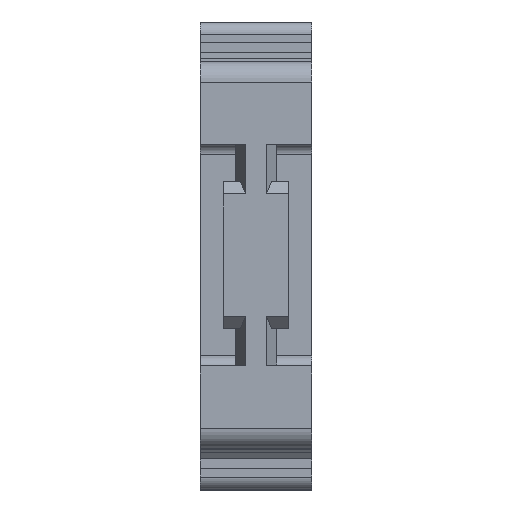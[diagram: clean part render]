
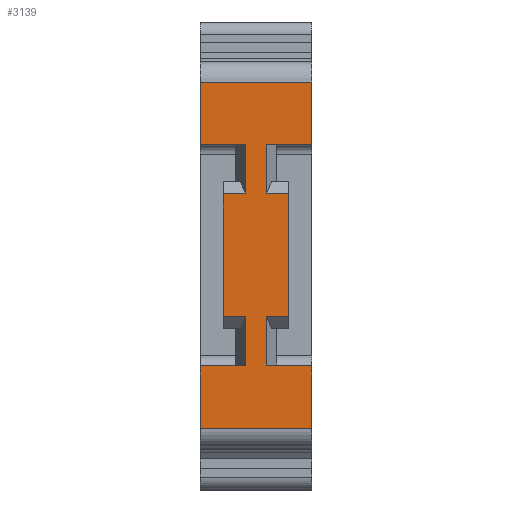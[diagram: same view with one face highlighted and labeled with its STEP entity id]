
A CAD part, top view. The second image highlights one B-rep face of the part: STEP entity #3139.
In plain terms, the highlighted planar face has unit normal (0, 0, 1).
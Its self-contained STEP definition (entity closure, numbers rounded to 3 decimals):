
#3011=AXIS2_PLACEMENT_3D('Plane Axis2P3D',#3008,#3009,#3010) ;
#745=CARTESIAN_POINT('Line Origine',(2.693,2.215,29.732)) ;
#749=CARTESIAN_POINT('Vertex',(2.693,1.465,29.732)) ;
#751=CARTESIAN_POINT('Vertex',(2.693,2.965,29.732)) ;
#1377=CARTESIAN_POINT('Vertex',(2.693,9.815,29.732)) ;
#1380=CARTESIAN_POINT('Line Origine',(2.693,9.065,29.732)) ;
#1384=CARTESIAN_POINT('Vertex',(2.693,8.315,29.732)) ;
#2010=CARTESIAN_POINT('Vertex',(0.,1.465,29.732)) ;
#2013=CARTESIAN_POINT('Line Origine',(0.,2.215,29.732)) ;
#2017=CARTESIAN_POINT('Vertex',(0.,2.965,29.732)) ;
#2066=CARTESIAN_POINT('Vertex',(0.,8.315,29.732)) ;
#2069=CARTESIAN_POINT('Line Origine',(0.,9.065,29.732)) ;
#2073=CARTESIAN_POINT('Vertex',(0.,9.815,29.732)) ;
#3008=CARTESIAN_POINT('Axis2P3D Location',(0.,2.665,29.732)) ;
#3013=CARTESIAN_POINT('Line Origine',(1.097,3.565,29.732)) ;
#3017=CARTESIAN_POINT('Vertex',(1.097,4.165,29.732)) ;
#3019=CARTESIAN_POINT('Vertex',(1.097,2.965,29.732)) ;
#3022=CARTESIAN_POINT('Line Origine',(0.549,2.965,29.732)) ;
#3027=CARTESIAN_POINT('Line Origine',(1.346,1.465,29.732)) ;
#3032=CARTESIAN_POINT('Line Origine',(2.144,2.965,29.732)) ;
#3036=CARTESIAN_POINT('Vertex',(1.595,2.965,29.732)) ;
#3039=CARTESIAN_POINT('Line Origine',(1.595,3.565,29.732)) ;
#3043=CARTESIAN_POINT('Vertex',(1.595,4.165,29.732)) ;
#3046=CARTESIAN_POINT('Line Origine',(1.867,4.165,29.732)) ;
#3050=CARTESIAN_POINT('Vertex',(2.139,4.165,29.732)) ;
#3053=CARTESIAN_POINT('Line Origine',(2.139,5.64,29.732)) ;
#3057=CARTESIAN_POINT('Vertex',(2.139,7.115,29.732)) ;
#3060=CARTESIAN_POINT('Line Origine',(1.867,7.115,29.732)) ;
#3064=CARTESIAN_POINT('Vertex',(1.595,7.115,29.732)) ;
#3067=CARTESIAN_POINT('Line Origine',(1.595,7.715,29.732)) ;
#3071=CARTESIAN_POINT('Vertex',(1.595,8.315,29.732)) ;
#3074=CARTESIAN_POINT('Line Origine',(2.144,8.315,29.732)) ;
#3079=CARTESIAN_POINT('Line Origine',(1.346,9.815,29.732)) ;
#3084=CARTESIAN_POINT('Line Origine',(0.549,8.315,29.732)) ;
#3088=CARTESIAN_POINT('Vertex',(1.097,8.315,29.732)) ;
#3091=CARTESIAN_POINT('Line Origine',(1.097,7.715,29.732)) ;
#3095=CARTESIAN_POINT('Vertex',(1.097,7.115,29.732)) ;
#3098=CARTESIAN_POINT('Line Origine',(0.826,7.115,29.732)) ;
#3102=CARTESIAN_POINT('Vertex',(0.554,7.115,29.732)) ;
#3105=CARTESIAN_POINT('Line Origine',(0.554,5.64,29.732)) ;
#3109=CARTESIAN_POINT('Vertex',(0.554,4.165,29.732)) ;
#3112=CARTESIAN_POINT('Line Origine',(0.826,4.165,29.732)) ;
#746=DIRECTION('Vector Direction',(0.,1.,0.)) ;
#1381=DIRECTION('Vector Direction',(0.,1.,0.)) ;
#2014=DIRECTION('Vector Direction',(0.,1.,0.)) ;
#2070=DIRECTION('Vector Direction',(0.,1.,0.)) ;
#3009=DIRECTION('Axis2P3D Direction',(0.,0.,1.)) ;
#3010=DIRECTION('Axis2P3D XDirection',(0.,-1.,0.)) ;
#3014=DIRECTION('Vector Direction',(0.,-1.,0.)) ;
#3023=DIRECTION('Vector Direction',(1.,0.,0.)) ;
#3028=DIRECTION('Vector Direction',(1.,0.,0.)) ;
#3033=DIRECTION('Vector Direction',(1.,0.,0.)) ;
#3040=DIRECTION('Vector Direction',(0.,-1.,0.)) ;
#3047=DIRECTION('Vector Direction',(1.,0.,0.)) ;
#3054=DIRECTION('Vector Direction',(0.,-1.,0.)) ;
#3061=DIRECTION('Vector Direction',(1.,0.,0.)) ;
#3068=DIRECTION('Vector Direction',(0.,-1.,0.)) ;
#3075=DIRECTION('Vector Direction',(1.,0.,0.)) ;
#3080=DIRECTION('Vector Direction',(1.,0.,0.)) ;
#3085=DIRECTION('Vector Direction',(1.,0.,0.)) ;
#3092=DIRECTION('Vector Direction',(0.,-1.,0.)) ;
#3099=DIRECTION('Vector Direction',(1.,0.,0.)) ;
#3106=DIRECTION('Vector Direction',(0.,1.,0.)) ;
#3113=DIRECTION('Vector Direction',(1.,0.,0.)) ;
#747=VECTOR('Line Direction',#746,1.) ;
#1382=VECTOR('Line Direction',#1381,1.) ;
#2015=VECTOR('Line Direction',#2014,1.) ;
#2071=VECTOR('Line Direction',#2070,1.) ;
#3015=VECTOR('Line Direction',#3014,1.) ;
#3024=VECTOR('Line Direction',#3023,1.) ;
#3029=VECTOR('Line Direction',#3028,1.) ;
#3034=VECTOR('Line Direction',#3033,1.) ;
#3041=VECTOR('Line Direction',#3040,1.) ;
#3048=VECTOR('Line Direction',#3047,1.) ;
#3055=VECTOR('Line Direction',#3054,1.) ;
#3062=VECTOR('Line Direction',#3061,1.) ;
#3069=VECTOR('Line Direction',#3068,1.) ;
#3076=VECTOR('Line Direction',#3075,1.) ;
#3081=VECTOR('Line Direction',#3080,1.) ;
#3086=VECTOR('Line Direction',#3085,1.) ;
#3093=VECTOR('Line Direction',#3092,1.) ;
#3100=VECTOR('Line Direction',#3099,1.) ;
#3107=VECTOR('Line Direction',#3106,1.) ;
#3114=VECTOR('Line Direction',#3113,1.) ;
#3118=ORIENTED_EDGE('',*,*,#3021,.T.) ;
#3119=ORIENTED_EDGE('',*,*,#3026,.F.) ;
#3120=ORIENTED_EDGE('',*,*,#2019,.F.) ;
#3121=ORIENTED_EDGE('',*,*,#3031,.T.) ;
#3122=ORIENTED_EDGE('',*,*,#753,.T.) ;
#3123=ORIENTED_EDGE('',*,*,#3038,.F.) ;
#3124=ORIENTED_EDGE('',*,*,#3045,.F.) ;
#3125=ORIENTED_EDGE('',*,*,#3052,.T.) ;
#3126=ORIENTED_EDGE('',*,*,#3059,.F.) ;
#3127=ORIENTED_EDGE('',*,*,#3066,.F.) ;
#3128=ORIENTED_EDGE('',*,*,#3073,.F.) ;
#3129=ORIENTED_EDGE('',*,*,#3078,.T.) ;
#3130=ORIENTED_EDGE('',*,*,#1386,.T.) ;
#3131=ORIENTED_EDGE('',*,*,#3083,.F.) ;
#3132=ORIENTED_EDGE('',*,*,#2075,.F.) ;
#3133=ORIENTED_EDGE('',*,*,#3090,.T.) ;
#3134=ORIENTED_EDGE('',*,*,#3097,.T.) ;
#3135=ORIENTED_EDGE('',*,*,#3104,.F.) ;
#3136=ORIENTED_EDGE('',*,*,#3111,.F.) ;
#3137=ORIENTED_EDGE('',*,*,#3116,.T.) ;
#3139=ADVANCED_FACE('39067_KOME_TNST_2.5.1\\Hauptk\X2\00F6\X0\rper',(#3138),#3012,.T.) ;
#753=EDGE_CURVE('',#750,#752,#748,.T.) ;
#1386=EDGE_CURVE('',#1385,#1378,#1383,.T.) ;
#2019=EDGE_CURVE('',#2011,#2018,#2016,.T.) ;
#2075=EDGE_CURVE('',#2067,#2074,#2072,.T.) ;
#3021=EDGE_CURVE('',#3018,#3020,#3016,.T.) ;
#3026=EDGE_CURVE('',#2018,#3020,#3025,.T.) ;
#3031=EDGE_CURVE('',#2011,#750,#3030,.T.) ;
#3038=EDGE_CURVE('',#3037,#752,#3035,.T.) ;
#3045=EDGE_CURVE('',#3044,#3037,#3042,.T.) ;
#3052=EDGE_CURVE('',#3044,#3051,#3049,.T.) ;
#3059=EDGE_CURVE('',#3058,#3051,#3056,.T.) ;
#3066=EDGE_CURVE('',#3065,#3058,#3063,.T.) ;
#3073=EDGE_CURVE('',#3072,#3065,#3070,.T.) ;
#3078=EDGE_CURVE('',#3072,#1385,#3077,.T.) ;
#3083=EDGE_CURVE('',#2074,#1378,#3082,.T.) ;
#3090=EDGE_CURVE('',#2067,#3089,#3087,.T.) ;
#3097=EDGE_CURVE('',#3089,#3096,#3094,.T.) ;
#3104=EDGE_CURVE('',#3103,#3096,#3101,.T.) ;
#3111=EDGE_CURVE('',#3110,#3103,#3108,.T.) ;
#3116=EDGE_CURVE('',#3110,#3018,#3115,.T.) ;
#3117=EDGE_LOOP('',(#3118,#3119,#3120,#3121,#3122,#3123,#3124,#3125,#3126,#3127,#3128,#3129,#3130,#3131,#3132,#3133,#3134,#3135,#3136,#3137)) ;
#3138=FACE_OUTER_BOUND('',#3117,.T.) ;
#748=LINE('Line',#745,#747) ;
#1383=LINE('Line',#1380,#1382) ;
#2016=LINE('Line',#2013,#2015) ;
#2072=LINE('Line',#2069,#2071) ;
#3016=LINE('Line',#3013,#3015) ;
#3025=LINE('Line',#3022,#3024) ;
#3030=LINE('Line',#3027,#3029) ;
#3035=LINE('Line',#3032,#3034) ;
#3042=LINE('Line',#3039,#3041) ;
#3049=LINE('Line',#3046,#3048) ;
#3056=LINE('Line',#3053,#3055) ;
#3063=LINE('Line',#3060,#3062) ;
#3070=LINE('Line',#3067,#3069) ;
#3077=LINE('Line',#3074,#3076) ;
#3082=LINE('Line',#3079,#3081) ;
#3087=LINE('Line',#3084,#3086) ;
#3094=LINE('Line',#3091,#3093) ;
#3101=LINE('Line',#3098,#3100) ;
#3108=LINE('Line',#3105,#3107) ;
#3115=LINE('Line',#3112,#3114) ;
#3012=PLANE('',#3011) ;
#750=VERTEX_POINT('',#749) ;
#752=VERTEX_POINT('',#751) ;
#1378=VERTEX_POINT('',#1377) ;
#1385=VERTEX_POINT('',#1384) ;
#2011=VERTEX_POINT('',#2010) ;
#2018=VERTEX_POINT('',#2017) ;
#2067=VERTEX_POINT('',#2066) ;
#2074=VERTEX_POINT('',#2073) ;
#3018=VERTEX_POINT('',#3017) ;
#3020=VERTEX_POINT('',#3019) ;
#3037=VERTEX_POINT('',#3036) ;
#3044=VERTEX_POINT('',#3043) ;
#3051=VERTEX_POINT('',#3050) ;
#3058=VERTEX_POINT('',#3057) ;
#3065=VERTEX_POINT('',#3064) ;
#3072=VERTEX_POINT('',#3071) ;
#3089=VERTEX_POINT('',#3088) ;
#3096=VERTEX_POINT('',#3095) ;
#3103=VERTEX_POINT('',#3102) ;
#3110=VERTEX_POINT('',#3109) ;
